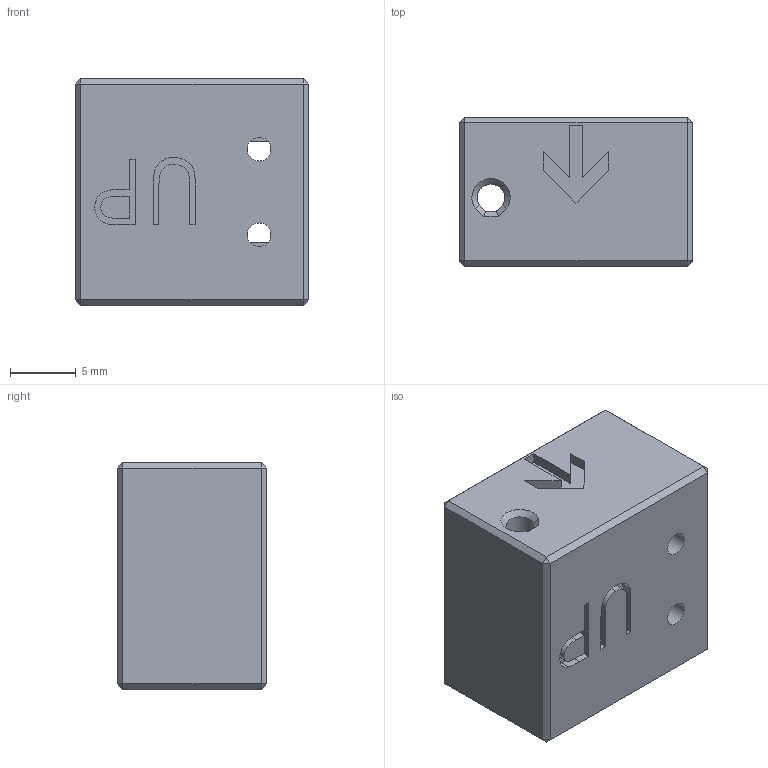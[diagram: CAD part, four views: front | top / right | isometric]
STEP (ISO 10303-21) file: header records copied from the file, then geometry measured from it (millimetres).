
FILE_DESCRIPTION (( 'STEP AP214' ), '1' );
FILE_NAME ('Print Test Block.STEP', '2024-03-31T14:46:04', ( '' ), ( '' ), 'SwSTEP 2.0', 'SolidWorks 2024', '' );
FILE_SCHEMA (( 'AUTOMOTIVE_DESIGN' ));
Length unit declared in the file: millimetre
Products named in the file (1): Print Test Block
Bounding box: 17.67 x 11.28 x 17.2 mm (x, y, z)
Volume: 2534.5 mm3; surface area: 2917.7 mm2
Topology: 2 solids, 2 shells, 154 faces, 395 edges, 248 vertices
Faces by surface type: plane 130, bspline 13, cylinder 6, cone 4, sphere 1
Full cylindrical faces by diameter (mm): 1.8 x2, 4 x2, 6 x1
Entity records: 5621 total; most frequent: CARTESIAN_POINT 1620, ORIENTED_EDGE 770, DIRECTION 663, EDGE_CURVE 385, LINE 329, VECTOR 329, VERTEX_POINT 246, EDGE_LOOP 189
